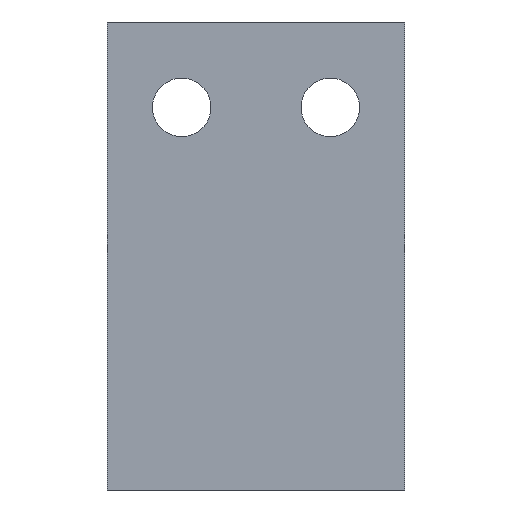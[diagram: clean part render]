
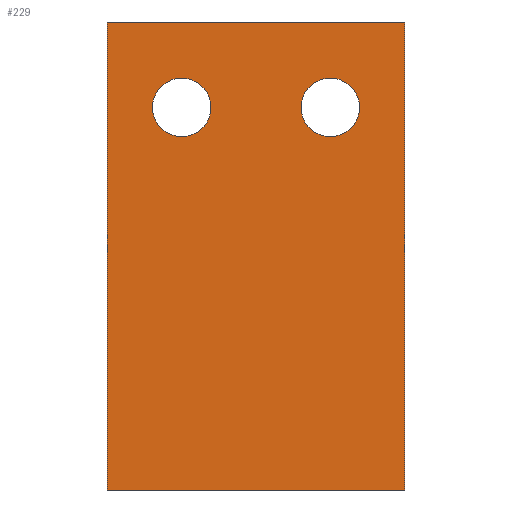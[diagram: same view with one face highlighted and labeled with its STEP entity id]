
A CAD part, front view. The second image highlights one B-rep face of the part: STEP entity #229.
In plain terms, the highlighted planar face has unit normal (0, -1, 0).
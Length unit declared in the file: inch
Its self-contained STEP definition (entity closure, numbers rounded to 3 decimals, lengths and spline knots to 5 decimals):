
#28=LINE('',#348,#52);
#32=LINE('',#355,#56);
#34=LINE('',#359,#58);
#37=LINE('',#364,#61);
#52=VECTOR('',#286,1.575);
#56=VECTOR('',#292,1.);
#58=VECTOR('',#296,1.575);
#61=VECTOR('',#301,1.);
#71=PLANE('',#247);
#75=FACE_BOUND('',#104,.T.);
#76=FACE_BOUND('',#105,.T.);
#89=FACE_OUTER_BOUND('',#103,.T.);
#103=EDGE_LOOP('',(#205,#206,#207,#208));
#104=EDGE_LOOP('',(#209));
#105=EDGE_LOOP('',(#210));
#109=CIRCLE('',#234,0.09843);
#111=CIRCLE('',#237,0.09843);
#113=VERTEX_POINT('',#309);
#115=VERTEX_POINT('',#314);
#127=VERTEX_POINT('',#346);
#128=VERTEX_POINT('',#347);
#130=VERTEX_POINT('',#354);
#131=VERTEX_POINT('',#358);
#133=EDGE_CURVE('',#113,#113,#109,.T.);
#135=EDGE_CURVE('',#115,#115,#111,.T.);
#150=EDGE_CURVE('',#127,#128,#28,.T.);
#154=EDGE_CURVE('',#128,#130,#32,.T.);
#156=EDGE_CURVE('',#130,#131,#34,.T.);
#159=EDGE_CURVE('',#131,#127,#37,.T.);
#205=ORIENTED_EDGE('',*,*,#159,.T.);
#206=ORIENTED_EDGE('',*,*,#150,.T.);
#207=ORIENTED_EDGE('',*,*,#154,.T.);
#208=ORIENTED_EDGE('',*,*,#156,.T.);
#209=ORIENTED_EDGE('',*,*,#133,.T.);
#210=ORIENTED_EDGE('',*,*,#135,.T.);
#229=ADVANCED_FACE('',(#89,#75,#76),#71,.T.);
#234=AXIS2_PLACEMENT_3D('',#310,#253,#254);
#237=AXIS2_PLACEMENT_3D('',#315,#259,#260);
#247=AXIS2_PLACEMENT_3D('',#366,#303,#304);
#253=DIRECTION('center_axis',(0.,1.,0.));
#254=DIRECTION('ref_axis',(1.,0.,0.));
#259=DIRECTION('center_axis',(0.,1.,0.));
#260=DIRECTION('ref_axis',(1.,0.,0.));
#286=DIRECTION('',(0.,0.,-1.));
#292=DIRECTION('',(1.,0.,0.));
#296=DIRECTION('',(0.,0.,1.));
#301=DIRECTION('',(-1.,0.,0.));
#303=DIRECTION('center_axis',(0.,-1.,0.));
#304=DIRECTION('ref_axis',(0.,0.,-1.));
#309=CARTESIAN_POINT('',(-0.84843,0.,-0.2875));
#310=CARTESIAN_POINT('Origin',(-0.75,0.,-0.2875));
#314=CARTESIAN_POINT('',(-0.34843,0.,-0.2875));
#315=CARTESIAN_POINT('Origin',(-0.25,0.,-0.2875));
#346=CARTESIAN_POINT('',(-1.,0.,0.));
#347=CARTESIAN_POINT('',(-1.,0.,-1.575));
#348=CARTESIAN_POINT('',(-1.,0.,0.));
#354=CARTESIAN_POINT('',(0.,0.,-1.575));
#355=CARTESIAN_POINT('',(-1.,0.,-1.575));
#358=CARTESIAN_POINT('',(0.,0.,0.));
#359=CARTESIAN_POINT('',(0.,0.,-1.575));
#364=CARTESIAN_POINT('',(0.,0.,0.));
#366=CARTESIAN_POINT('Origin',(-0.5,0.,-0.7875));
